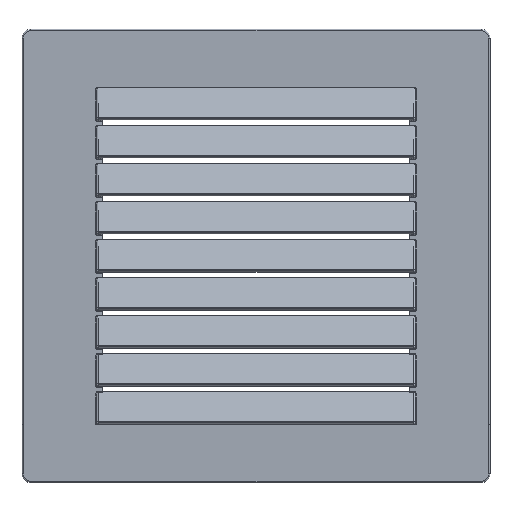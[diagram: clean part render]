
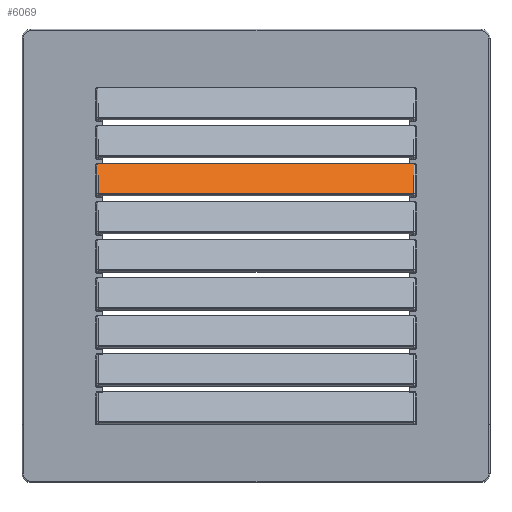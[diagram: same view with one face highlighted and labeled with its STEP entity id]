
A CAD part, top view. The second image highlights one B-rep face of the part: STEP entity #6069.
In plain terms, the highlighted planar face has unit normal (0, 0.643, 0.766).
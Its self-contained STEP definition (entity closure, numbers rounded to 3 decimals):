
#399 = EDGE_CURVE ( 'NONE', #7937, #4972, #5464, .T. ) ;
#661 = EDGE_CURVE ( 'NONE', #2065, #2094, #2002, .T. ) ;
#1134 = CARTESIAN_POINT ( 'NONE',  ( 52.5, 89., 3. ) ) ;
#1170 = CARTESIAN_POINT ( 'NONE',  ( 52.5, 88.861, 3.117 ) ) ;
#1620 = ORIENTED_EDGE ( 'NONE', *, *, #399, .T. ) ;
#2002 = LINE ( 'NONE', #4548, #10580 ) ;
#2065 = VERTEX_POINT ( 'NONE', #1134 ) ;
#2094 = VERTEX_POINT ( 'NONE', #7964 ) ;
#2156 = VERTEX_POINT ( 'NONE', #7123 ) ;
#2196 = PLANE ( 'NONE',  #7986 ) ;
#2255 = CARTESIAN_POINT ( 'NONE',  ( 52.5, 89., 3. ) ) ;
#2301 = VECTOR ( 'NONE', #5667, 1000. ) ;
#2853 = DIRECTION ( 'NONE',  ( -1., 0., 0. ) ) ;
#3105 = LINE ( 'NONE', #2255, #7883 ) ;
#3225 = CARTESIAN_POINT ( 'NONE',  ( 52.5, 88.861, 3.117 ) ) ;
#3497 = ORIENTED_EDGE ( 'NONE', *, *, #10611, .T. ) ;
#3545 = VERTEX_POINT ( 'NONE', #10652 ) ;
#3560 = LINE ( 'NONE', #5259, #11106 ) ;
#3607 = CARTESIAN_POINT ( 'NONE',  ( 52.5, 88.861, 3.117 ) ) ;
#3719 = ORIENTED_EDGE ( 'NONE', *, *, #6036, .T. ) ;
#3728 = DIRECTION ( 'NONE',  ( 0., -0.766, 0.643 ) ) ;
#3799 = CARTESIAN_POINT ( 'NONE',  ( 54., 88.861, 3.117 ) ) ;
#3987 = EDGE_CURVE ( 'NONE', #3545, #2156, #7444, .T. ) ;
#4232 = ORIENTED_EDGE ( 'NONE', *, *, #9527, .T. ) ;
#4548 = CARTESIAN_POINT ( 'NONE',  ( 52.5, 89., 3. ) ) ;
#4583 = LINE ( 'NONE', #1170, #11155 ) ;
#4642 = DIRECTION ( 'NONE',  ( 1., 0., 0. ) ) ;
#4805 = VERTEX_POINT ( 'NONE', #5154 ) ;
#4972 = VERTEX_POINT ( 'NONE', #3799 ) ;
#5154 = CARTESIAN_POINT ( 'NONE',  ( -52.5, 88.861, 3.117 ) ) ;
#5254 = CARTESIAN_POINT ( 'NONE',  ( -52.5, 89., 3. ) ) ;
#5259 = CARTESIAN_POINT ( 'NONE',  ( 52.5, 78.821, 11.541 ) ) ;
#5302 = DIRECTION ( 'NONE',  ( 0., 0.766, -0.643 ) ) ;
#5464 = LINE ( 'NONE', #7997, #10760 ) ;
#5623 = DIRECTION ( 'NONE',  ( 0., 0.766, -0.643 ) ) ;
#5667 = DIRECTION ( 'NONE',  ( -1., 0., 0. ) ) ;
#5684 = DIRECTION ( 'NONE',  ( 0., 0.766, -0.643 ) ) ;
#6036 = EDGE_CURVE ( 'NONE', #2094, #4805, #6926, .T. ) ;
#6069 = ADVANCED_FACE ( 'NONE', ( #9034 ), #2196, .F. ) ;
#6199 = DIRECTION ( 'NONE',  ( -1., 0., 0. ) ) ;
#6813 = ORIENTED_EDGE ( 'NONE', *, *, #661, .T. ) ;
#6926 = LINE ( 'NONE', #5254, #9083 ) ;
#7123 = CARTESIAN_POINT ( 'NONE',  ( -54., 78.821, 11.541 ) ) ;
#7226 = ORIENTED_EDGE ( 'NONE', *, *, #3987, .T. ) ;
#7444 = LINE ( 'NONE', #9154, #7536 ) ;
#7536 = VECTOR ( 'NONE', #10114, 1000. ) ;
#7883 = VECTOR ( 'NONE', #5684, 1000. ) ;
#7937 = VERTEX_POINT ( 'NONE', #9170 ) ;
#7964 = CARTESIAN_POINT ( 'NONE',  ( -52.5, 89., 3. ) ) ;
#7986 = AXIS2_PLACEMENT_3D ( 'NONE', #9768, #8064, #5623 ) ;
#7997 = CARTESIAN_POINT ( 'NONE',  ( 54., 89., 3. ) ) ;
#8064 = DIRECTION ( 'NONE',  ( 0., -0.643, -0.766 ) ) ;
#8134 = EDGE_CURVE ( 'NONE', #2156, #7937, #3560, .T. ) ;
#8968 = ORIENTED_EDGE ( 'NONE', *, *, #10803, .T. ) ;
#9034 = FACE_OUTER_BOUND ( 'NONE', #11084, .T. ) ;
#9083 = VECTOR ( 'NONE', #3728, 1000. ) ;
#9154 = CARTESIAN_POINT ( 'NONE',  ( -54., 89., 3. ) ) ;
#9170 = CARTESIAN_POINT ( 'NONE',  ( 54., 78.821, 11.541 ) ) ;
#9527 = EDGE_CURVE ( 'NONE', #4805, #3545, #10875, .T. ) ;
#9768 = CARTESIAN_POINT ( 'NONE',  ( 52.5, 89., 3. ) ) ;
#10065 = ORIENTED_EDGE ( 'NONE', *, *, #8134, .T. ) ;
#10114 = DIRECTION ( 'NONE',  ( 0., -0.766, 0.643 ) ) ;
#10580 = VECTOR ( 'NONE', #2853, 1000. ) ;
#10611 = EDGE_CURVE ( 'NONE', #4972, #10717, #4583, .T. ) ;
#10652 = CARTESIAN_POINT ( 'NONE',  ( -54., 88.861, 3.117 ) ) ;
#10717 = VERTEX_POINT ( 'NONE', #3225 ) ;
#10760 = VECTOR ( 'NONE', #5302, 1000. ) ;
#10803 = EDGE_CURVE ( 'NONE', #10717, #2065, #3105, .T. ) ;
#10875 = LINE ( 'NONE', #3607, #2301 ) ;
#11084 = EDGE_LOOP ( 'NONE', ( #1620, #3497, #8968, #6813, #3719, #4232, #7226, #10065 ) ) ;
#11106 = VECTOR ( 'NONE', #4642, 1000. ) ;
#11155 = VECTOR ( 'NONE', #6199, 1000. ) ;
